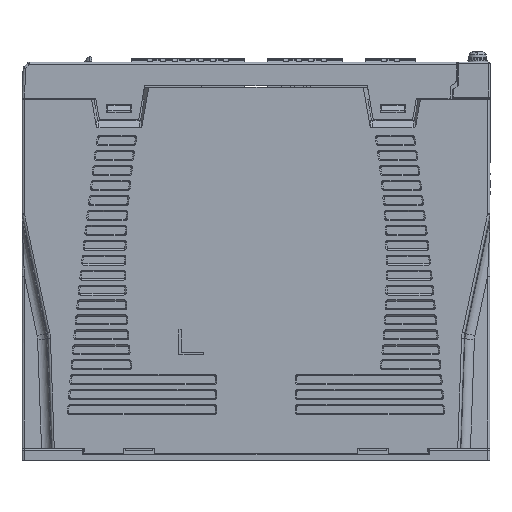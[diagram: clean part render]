
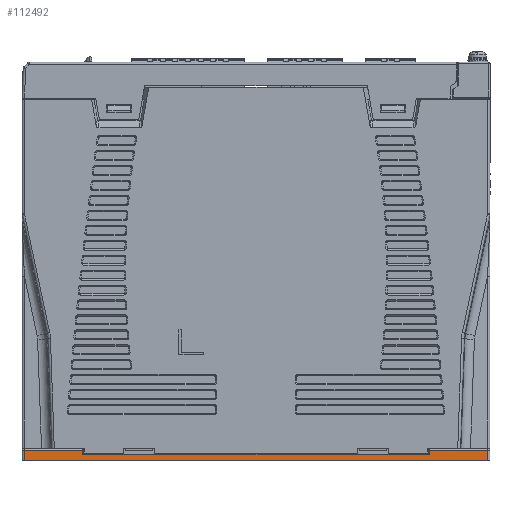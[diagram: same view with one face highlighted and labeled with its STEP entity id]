
A CAD part, left-side view. The second image highlights one B-rep face of the part: STEP entity #112492.
In plain terms, the highlighted planar face has unit normal (-1, 0, 0).
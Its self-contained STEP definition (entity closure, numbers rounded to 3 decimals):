
#1832 = LINE ( 'NONE', #253862, #63178 ) ;
#2406 = ORIENTED_EDGE ( 'NONE', *, *, #240221, .T. ) ;
#15356 = DIRECTION ( 'NONE',  ( 0., 0., 1. ) ) ;
#15806 = CARTESIAN_POINT ( 'NONE',  ( 0., 93., -5. ) ) ;
#16524 = VECTOR ( 'NONE', #229657, 1000. ) ;
#18554 = LINE ( 'NONE', #220178, #134155 ) ;
#19382 = LINE ( 'NONE', #234639, #240189 ) ;
#19689 = VECTOR ( 'NONE', #101643, 1000. ) ;
#26629 = EDGE_CURVE ( 'NONE', #122104, #27053, #1832, .T. ) ;
#27053 = VERTEX_POINT ( 'NONE', #136987 ) ;
#28764 = ORIENTED_EDGE ( 'NONE', *, *, #81594, .F. ) ;
#43005 = EDGE_LOOP ( 'NONE', ( #166980, #2406, #232970, #161080, #264745, #255573, #156506, #28764 ) ) ;
#53464 = CARTESIAN_POINT ( 'NONE',  ( 0., -94., -5. ) ) ;
#53739 = LINE ( 'NONE', #125370, #19689 ) ;
#56426 = AXIS2_PLACEMENT_3D ( 'NONE', #254187, #191431, #278014 ) ;
#60669 = LINE ( 'NONE', #78686, #16524 ) ;
#62514 = VERTEX_POINT ( 'NONE', #73834 ) ;
#62570 = VECTOR ( 'NONE', #257654, 1000. ) ;
#63178 = VECTOR ( 'NONE', #15356, 1000. ) ;
#73834 = CARTESIAN_POINT ( 'NONE',  ( 0., -93., -5. ) ) ;
#78686 = CARTESIAN_POINT ( 'NONE',  ( 0., -94., -0.795 ) ) ;
#80583 = VECTOR ( 'NONE', #271166, 1000. ) ;
#81594 = EDGE_CURVE ( 'NONE', #201293, #122104, #121773, .T. ) ;
#83667 = EDGE_CURVE ( 'NONE', #233427, #172755, #53739, .T. ) ;
#84513 = CARTESIAN_POINT ( 'NONE',  ( 0., -93., -0.795 ) ) ;
#91252 = DIRECTION ( 'NONE',  ( 0., -1., 0. ) ) ;
#101643 = DIRECTION ( 'NONE',  ( 0., 0., -1. ) ) ;
#104560 = DIRECTION ( 'NONE',  ( 0., 0., 1. ) ) ;
#112492 = ADVANCED_FACE ( 'NONE', ( #214888 ), #234149, .F. ) ;
#114355 = CARTESIAN_POINT ( 'NONE',  ( 0., 69.527, -2.5 ) ) ;
#121773 = LINE ( 'NONE', #245150, #264627 ) ;
#122104 = VERTEX_POINT ( 'NONE', #146442 ) ;
#124416 = EDGE_CURVE ( 'NONE', #265688, #27053, #60669, .T. ) ;
#125370 = CARTESIAN_POINT ( 'NONE',  ( 0., 93., -5. ) ) ;
#134155 = VECTOR ( 'NONE', #198326, 1000. ) ;
#136987 = CARTESIAN_POINT ( 'NONE',  ( 0., -69.527, -0.795 ) ) ;
#146442 = CARTESIAN_POINT ( 'NONE',  ( 0., -69.527, -2.5 ) ) ;
#151224 = CARTESIAN_POINT ( 'NONE',  ( 0., -93., -2.5 ) ) ;
#152983 = EDGE_CURVE ( 'NONE', #62514, #172755, #240328, .T. ) ;
#155957 = EDGE_CURVE ( 'NONE', #201293, #251068, #19382, .T. ) ;
#156506 = ORIENTED_EDGE ( 'NONE', *, *, #26629, .F. ) ;
#161080 = ORIENTED_EDGE ( 'NONE', *, *, #152983, .F. ) ;
#166980 = ORIENTED_EDGE ( 'NONE', *, *, #155957, .T. ) ;
#172755 = VERTEX_POINT ( 'NONE', #15806 ) ;
#178182 = LINE ( 'NONE', #151224, #62570 ) ;
#185881 = CARTESIAN_POINT ( 'NONE',  ( 0., 93., -0.795 ) ) ;
#191431 = DIRECTION ( 'NONE',  ( 1., 0., 0. ) ) ;
#198326 = DIRECTION ( 'NONE',  ( 0., 1., 0. ) ) ;
#201293 = VERTEX_POINT ( 'NONE', #114355 ) ;
#214888 = FACE_OUTER_BOUND ( 'NONE', #43005, .T. ) ;
#220178 = CARTESIAN_POINT ( 'NONE',  ( 0., -94., -0.795 ) ) ;
#229657 = DIRECTION ( 'NONE',  ( 0., 1., 0. ) ) ;
#232970 = ORIENTED_EDGE ( 'NONE', *, *, #83667, .T. ) ;
#233427 = VERTEX_POINT ( 'NONE', #185881 ) ;
#234149 = PLANE ( 'NONE',  #56426 ) ;
#234639 = CARTESIAN_POINT ( 'NONE',  ( 0., 69.527, -2.5 ) ) ;
#240189 = VECTOR ( 'NONE', #104560, 1000. ) ;
#240221 = EDGE_CURVE ( 'NONE', #251068, #233427, #18554, .T. ) ;
#240328 = LINE ( 'NONE', #53464, #80583 ) ;
#245150 = CARTESIAN_POINT ( 'NONE',  ( 0., -69.3, -2.5 ) ) ;
#251068 = VERTEX_POINT ( 'NONE', #252740 ) ;
#252740 = CARTESIAN_POINT ( 'NONE',  ( 0., 69.527, -0.795 ) ) ;
#253862 = CARTESIAN_POINT ( 'NONE',  ( 0., -69.527, -2.5 ) ) ;
#254187 = CARTESIAN_POINT ( 'NONE',  ( 0., -94., -2.5 ) ) ;
#255573 = ORIENTED_EDGE ( 'NONE', *, *, #124416, .T. ) ;
#257654 = DIRECTION ( 'NONE',  ( 0., 0., 1. ) ) ;
#260700 = EDGE_CURVE ( 'NONE', #62514, #265688, #178182, .T. ) ;
#264627 = VECTOR ( 'NONE', #91252, 1000. ) ;
#264745 = ORIENTED_EDGE ( 'NONE', *, *, #260700, .T. ) ;
#265688 = VERTEX_POINT ( 'NONE', #84513 ) ;
#271166 = DIRECTION ( 'NONE',  ( 0., 1., 0. ) ) ;
#278014 = DIRECTION ( 'NONE',  ( 0., 0., 1. ) ) ;
